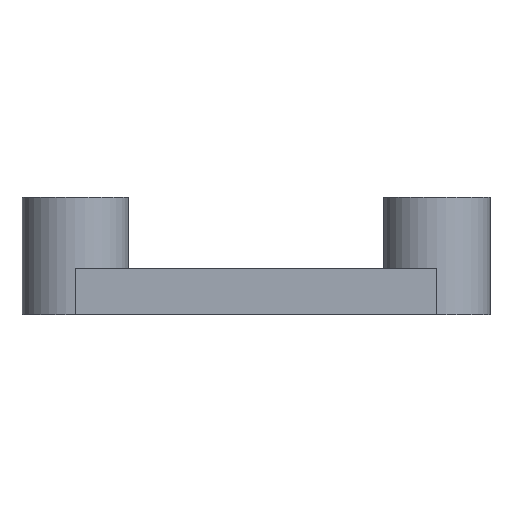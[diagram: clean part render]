
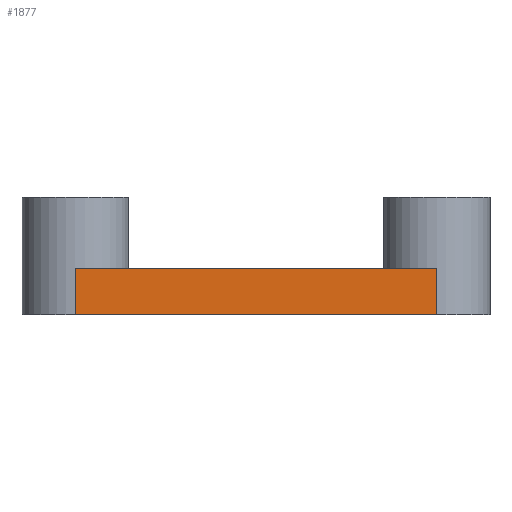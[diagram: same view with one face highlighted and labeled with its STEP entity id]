
A CAD part, left-side view. The second image highlights one B-rep face of the part: STEP entity #1877.
In plain terms, the highlighted planar face has unit normal (-1, 0, 0).
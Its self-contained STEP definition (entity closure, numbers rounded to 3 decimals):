
#47 = CYLINDRICAL_SURFACE('',#48,3.);
#48 = AXIS2_PLACEMENT_3D('',#49,#50,#51);
#49 = CARTESIAN_POINT('',(-30.94,-10.16,0.));
#50 = DIRECTION('',(-0.,-0.,-1.));
#51 = DIRECTION('',(1.,0.,0.));
#116 = PLANE('',#117);
#117 = AXIS2_PLACEMENT_3D('',#118,#119,#120);
#118 = CARTESIAN_POINT('',(0.37,0.,2.6));
#119 = DIRECTION('',(0.,0.,1.));
#120 = DIRECTION('',(1.,0.,0.));
#161 = VERTEX_POINT('',#162);
#162 = CARTESIAN_POINT('',(-33.94,-10.16,0.));
#177 = PLANE('',#178);
#178 = AXIS2_PLACEMENT_3D('',#179,#180,#181);
#179 = CARTESIAN_POINT('',(0.37,0.,0.));
#180 = DIRECTION('',(0.,0.,1.));
#181 = DIRECTION('',(1.,0.,0.));
#189 = EDGE_CURVE('',#161,#190,#192,.T.);
#190 = VERTEX_POINT('',#191);
#191 = CARTESIAN_POINT('',(-33.94,-10.16,2.6));
#192 = SURFACE_CURVE('',#193,(#197,#204),.PCURVE_S1.);
#193 = LINE('',#194,#195);
#194 = CARTESIAN_POINT('',(-33.94,-10.16,0.));
#195 = VECTOR('',#196,1.);
#196 = DIRECTION('',(0.,0.,1.));
#197 = PCURVE('',#47,#198);
#198 = DEFINITIONAL_REPRESENTATION('',(#199),#203);
#199 = LINE('',#200,#201);
#200 = CARTESIAN_POINT('',(-3.142,0.));
#201 = VECTOR('',#202,1.);
#202 = DIRECTION('',(-0.,-1.));
#203 = ( GEOMETRIC_REPRESENTATION_CONTEXT(2) 
PARAMETRIC_REPRESENTATION_CONTEXT() REPRESENTATION_CONTEXT('2D SPACE',''
  ) );
#204 = PCURVE('',#205,#210);
#205 = PLANE('',#206);
#206 = AXIS2_PLACEMENT_3D('',#207,#208,#209);
#207 = CARTESIAN_POINT('',(-33.94,-10.16,0.));
#208 = DIRECTION('',(-1.,0.,0.));
#209 = DIRECTION('',(0.,1.,0.));
#210 = DEFINITIONAL_REPRESENTATION('',(#211),#215);
#211 = LINE('',#212,#213);
#212 = CARTESIAN_POINT('',(0.,0.));
#213 = VECTOR('',#214,1.);
#214 = DIRECTION('',(0.,-1.));
#215 = ( GEOMETRIC_REPRESENTATION_CONTEXT(2) 
PARAMETRIC_REPRESENTATION_CONTEXT() REPRESENTATION_CONTEXT('2D SPACE',''
  ) );
#370 = CYLINDRICAL_SURFACE('',#371,3.);
#371 = AXIS2_PLACEMENT_3D('',#372,#373,#374);
#372 = CARTESIAN_POINT('',(-30.94,10.16,0.));
#373 = DIRECTION('',(-0.,-0.,-1.));
#374 = DIRECTION('',(1.,0.,0.));
#383 = VERTEX_POINT('',#384);
#384 = CARTESIAN_POINT('',(-33.94,10.16,2.6));
#406 = EDGE_CURVE('',#190,#383,#407,.T.);
#407 = SURFACE_CURVE('',#408,(#412,#419),.PCURVE_S1.);
#408 = LINE('',#409,#410);
#409 = CARTESIAN_POINT('',(-33.94,-10.16,2.6));
#410 = VECTOR('',#411,1.);
#411 = DIRECTION('',(0.,1.,0.));
#412 = PCURVE('',#116,#413);
#413 = DEFINITIONAL_REPRESENTATION('',(#414),#418);
#414 = LINE('',#415,#416);
#415 = CARTESIAN_POINT('',(-34.31,-10.16));
#416 = VECTOR('',#417,1.);
#417 = DIRECTION('',(0.,1.));
#418 = ( GEOMETRIC_REPRESENTATION_CONTEXT(2) 
PARAMETRIC_REPRESENTATION_CONTEXT() REPRESENTATION_CONTEXT('2D SPACE',''
  ) );
#419 = PCURVE('',#205,#420);
#420 = DEFINITIONAL_REPRESENTATION('',(#421),#425);
#421 = LINE('',#422,#423);
#422 = CARTESIAN_POINT('',(0.,-2.6));
#423 = VECTOR('',#424,1.);
#424 = DIRECTION('',(1.,0.));
#425 = ( GEOMETRIC_REPRESENTATION_CONTEXT(2) 
PARAMETRIC_REPRESENTATION_CONTEXT() REPRESENTATION_CONTEXT('2D SPACE',''
  ) );
#1255 = VERTEX_POINT('',#1256);
#1256 = CARTESIAN_POINT('',(-33.94,10.16,0.));
#1278 = EDGE_CURVE('',#161,#1255,#1279,.T.);
#1279 = SURFACE_CURVE('',#1280,(#1284,#1291),.PCURVE_S1.);
#1280 = LINE('',#1281,#1282);
#1281 = CARTESIAN_POINT('',(-33.94,-10.16,0.));
#1282 = VECTOR('',#1283,1.);
#1283 = DIRECTION('',(0.,1.,0.));
#1284 = PCURVE('',#177,#1285);
#1285 = DEFINITIONAL_REPRESENTATION('',(#1286),#1290);
#1286 = LINE('',#1287,#1288);
#1287 = CARTESIAN_POINT('',(-34.31,-10.16));
#1288 = VECTOR('',#1289,1.);
#1289 = DIRECTION('',(0.,1.));
#1290 = ( GEOMETRIC_REPRESENTATION_CONTEXT(2) 
PARAMETRIC_REPRESENTATION_CONTEXT() REPRESENTATION_CONTEXT('2D SPACE',''
  ) );
#1291 = PCURVE('',#205,#1292);
#1292 = DEFINITIONAL_REPRESENTATION('',(#1293),#1297);
#1293 = LINE('',#1294,#1295);
#1294 = CARTESIAN_POINT('',(0.,0.));
#1295 = VECTOR('',#1296,1.);
#1296 = DIRECTION('',(1.,0.));
#1297 = ( GEOMETRIC_REPRESENTATION_CONTEXT(2) 
PARAMETRIC_REPRESENTATION_CONTEXT() REPRESENTATION_CONTEXT('2D SPACE',''
  ) );
#1877 = ADVANCED_FACE('',(#1878),#205,.T.);
#1878 = FACE_BOUND('',#1879,.T.);
#1879 = EDGE_LOOP('',(#1880,#1881,#1882,#1903));
#1880 = ORIENTED_EDGE('',*,*,#189,.T.);
#1881 = ORIENTED_EDGE('',*,*,#406,.T.);
#1882 = ORIENTED_EDGE('',*,*,#1883,.F.);
#1883 = EDGE_CURVE('',#1255,#383,#1884,.T.);
#1884 = SURFACE_CURVE('',#1885,(#1889,#1896),.PCURVE_S1.);
#1885 = LINE('',#1886,#1887);
#1886 = CARTESIAN_POINT('',(-33.94,10.16,0.));
#1887 = VECTOR('',#1888,1.);
#1888 = DIRECTION('',(0.,0.,1.));
#1889 = PCURVE('',#205,#1890);
#1890 = DEFINITIONAL_REPRESENTATION('',(#1891),#1895);
#1891 = LINE('',#1892,#1893);
#1892 = CARTESIAN_POINT('',(20.32,0.));
#1893 = VECTOR('',#1894,1.);
#1894 = DIRECTION('',(0.,-1.));
#1895 = ( GEOMETRIC_REPRESENTATION_CONTEXT(2) 
PARAMETRIC_REPRESENTATION_CONTEXT() REPRESENTATION_CONTEXT('2D SPACE',''
  ) );
#1896 = PCURVE('',#370,#1897);
#1897 = DEFINITIONAL_REPRESENTATION('',(#1898),#1902);
#1898 = LINE('',#1899,#1900);
#1899 = CARTESIAN_POINT('',(-3.142,0.));
#1900 = VECTOR('',#1901,1.);
#1901 = DIRECTION('',(-0.,-1.));
#1902 = ( GEOMETRIC_REPRESENTATION_CONTEXT(2) 
PARAMETRIC_REPRESENTATION_CONTEXT() REPRESENTATION_CONTEXT('2D SPACE',''
  ) );
#1903 = ORIENTED_EDGE('',*,*,#1278,.F.);
